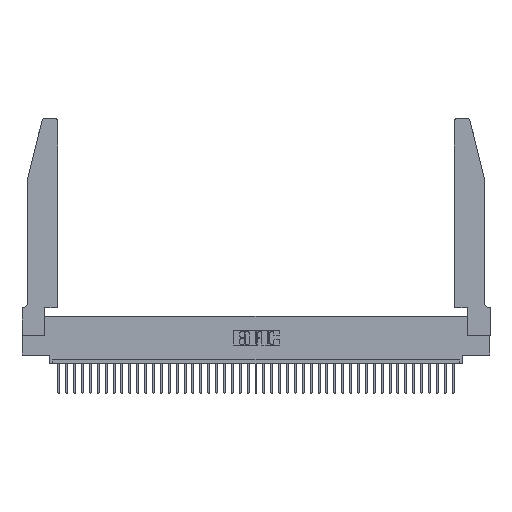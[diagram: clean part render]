
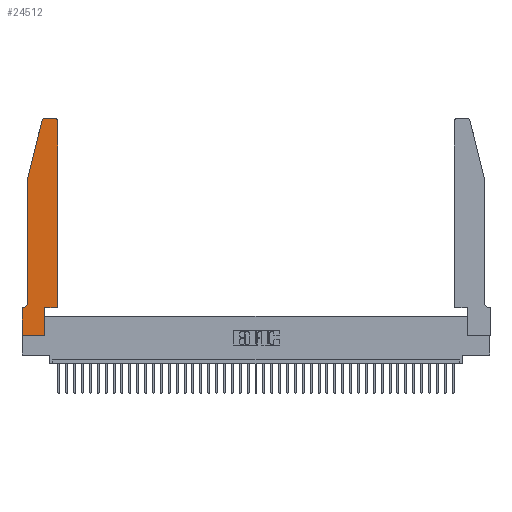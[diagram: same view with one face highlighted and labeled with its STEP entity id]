
A CAD part, top view. The second image highlights one B-rep face of the part: STEP entity #24512.
In plain terms, the highlighted planar face has unit normal (0, 0, 1).
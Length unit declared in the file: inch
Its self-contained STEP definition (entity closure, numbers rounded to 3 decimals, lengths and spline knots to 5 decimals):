
#383 = ORIENTED_EDGE ( 'NONE', *, *, #18386, .T. ) ;
#668 = LINE ( 'NONE', #22582, #25669 ) ;
#947 = ORIENTED_EDGE ( 'NONE', *, *, #7143, .T. ) ;
#2076 = AXIS2_PLACEMENT_3D ( 'NONE', #2333, #11575, #21283 ) ;
#2213 = VERTEX_POINT ( 'NONE', #40209 ) ;
#2333 = CARTESIAN_POINT ( 'NONE',  ( 0., 0.35, 0.37 ) ) ;
#2439 = CARTESIAN_POINT ( 'NONE',  ( 0.4505, 2.72, 0.37 ) ) ;
#3277 = ORIENTED_EDGE ( 'NONE', *, *, #33864, .T. ) ;
#4723 = ORIENTED_EDGE ( 'NONE', *, *, #40466, .T. ) ;
#5183 = LINE ( 'NONE', #39850, #22958 ) ;
#5457 = CIRCLE ( 'NONE', #30056, 0.07 ) ;
#5546 = VERTEX_POINT ( 'NONE', #40545 ) ;
#5904 = VECTOR ( 'NONE', #6071, 39.37008 ) ;
#6071 = DIRECTION ( 'NONE',  ( 1., 0., 0. ) ) ;
#6334 = DIRECTION ( 'NONE',  ( 1., 0., 0. ) ) ;
#6531 = ORIENTED_EDGE ( 'NONE', *, *, #28645, .T. ) ;
#6772 = DIRECTION ( 'NONE',  ( -1., 0., 0. ) ) ;
#6794 = VERTEX_POINT ( 'NONE', #2439 ) ;
#7143 = EDGE_CURVE ( 'NONE', #2213, #25438, #668, .T. ) ;
#7222 = EDGE_LOOP ( 'NONE', ( #23061, #29297, #6531, #19753, #39464, #383, #24654, #39656, #3277, #947, #4723, #14065 ) ) ;
#8252 = CARTESIAN_POINT ( 'NONE',  ( 0.2865, 0.35, 0.37 ) ) ;
#8333 = LINE ( 'NONE', #9681, #31251 ) ;
#8911 = CARTESIAN_POINT ( 'NONE',  ( 0., 0., 0.37 ) ) ;
#8930 = CARTESIAN_POINT ( 'NONE',  ( 0.2605, 2.75, 0.37 ) ) ;
#9397 = CARTESIAN_POINT ( 'NONE',  ( 0.4505, 0.35, 0.37 ) ) ;
#9539 = CARTESIAN_POINT ( 'NONE',  ( 0.0755, 2., 0.37 ) ) ;
#9594 = VERTEX_POINT ( 'NONE', #30853 ) ;
#9681 = CARTESIAN_POINT ( 'NONE',  ( 0.0755, 2., 0.37 ) ) ;
#9912 = VERTEX_POINT ( 'NONE', #17478 ) ;
#10050 = CARTESIAN_POINT ( 'NONE',  ( 0.0055, 0.42, 0.37 ) ) ;
#10730 = CARTESIAN_POINT ( 'NONE',  ( 0.0055, 0.35, 0.37 ) ) ;
#10744 = VECTOR ( 'NONE', #21820, 39.37008 ) ;
#11575 = DIRECTION ( 'NONE',  ( 0., 0., 1. ) ) ;
#11703 = AXIS2_PLACEMENT_3D ( 'NONE', #24662, #26185, #13388 ) ;
#13023 = LINE ( 'NONE', #9397, #14010 ) ;
#13185 = EDGE_CURVE ( 'NONE', #6794, #9912, #19337, .T. ) ;
#13388 = DIRECTION ( 'NONE',  ( 1., 0., 0. ) ) ;
#13960 = DIRECTION ( 'NONE',  ( 0., -1., 0. ) ) ;
#14010 = VECTOR ( 'NONE', #41774, 39.37008 ) ;
#14065 = ORIENTED_EDGE ( 'NONE', *, *, #13185, .T. ) ;
#14555 = EDGE_CURVE ( 'NONE', #31249, #9594, #40972, .T. ) ;
#14695 = VERTEX_POINT ( 'NONE', #10730 ) ;
#14867 = CARTESIAN_POINT ( 'NONE',  ( 0., 0., 0.37 ) ) ;
#14980 = VERTEX_POINT ( 'NONE', #14867 ) ;
#16298 = CARTESIAN_POINT ( 'NONE',  ( 0.0755, 0.42, 0.37 ) ) ;
#16448 = DIRECTION ( 'NONE',  ( 0., 0., -1. ) ) ;
#16731 = DIRECTION ( 'NONE',  ( 0., -1., 0. ) ) ;
#17478 = CARTESIAN_POINT ( 'NONE',  ( 0.4205, 2.75, 0.37 ) ) ;
#18150 = LINE ( 'NONE', #8911, #5904 ) ;
#18386 = EDGE_CURVE ( 'NONE', #14695, #38958, #25463, .T. ) ;
#19337 = CIRCLE ( 'NONE', #11703, 0.03 ) ;
#19753 = ORIENTED_EDGE ( 'NONE', *, *, #23142, .T. ) ;
#19812 = EDGE_CURVE ( 'NONE', #27510, #14695, #5457, .T. ) ;
#20306 = LINE ( 'NONE', #9539, #38666 ) ;
#20600 = CARTESIAN_POINT ( 'NONE',  ( 0.284, 2.75, 0.37 ) ) ;
#20884 = DIRECTION ( 'NONE',  ( -1., 0., 0. ) ) ;
#21283 = DIRECTION ( 'NONE',  ( 1., 0., 0. ) ) ;
#21820 = DIRECTION ( 'NONE',  ( 0., 1., 0. ) ) ;
#22180 = DIRECTION ( 'NONE',  ( -1., 0., 0. ) ) ;
#22582 = CARTESIAN_POINT ( 'NONE',  ( 0.4505, 0.35, 0.37 ) ) ;
#22958 = VECTOR ( 'NONE', #13960, 39.37008 ) ;
#23061 = ORIENTED_EDGE ( 'NONE', *, *, #32040, .T. ) ;
#23142 = EDGE_CURVE ( 'NONE', #5546, #27510, #20306, .T. ) ;
#23144 = DIRECTION ( 'NONE',  ( -0.239, -0.971, 0. ) ) ;
#24512 = ADVANCED_FACE ( 'NONE', ( #38989 ), #40985, .T. ) ;
#24654 = ORIENTED_EDGE ( 'NONE', *, *, #33654, .T. ) ;
#24662 = CARTESIAN_POINT ( 'NONE',  ( 0.4205, 2.72, 0.37 ) ) ;
#25438 = VERTEX_POINT ( 'NONE', #31116 ) ;
#25463 = LINE ( 'NONE', #30678, #36576 ) ;
#25669 = VECTOR ( 'NONE', #6334, 39.37008 ) ;
#26185 = DIRECTION ( 'NONE',  ( 0., 0., 1. ) ) ;
#26729 = CARTESIAN_POINT ( 'NONE',  ( 0., 0.35, 0.37 ) ) ;
#27510 = VERTEX_POINT ( 'NONE', #16298 ) ;
#28645 = EDGE_CURVE ( 'NONE', #9594, #5546, #8333, .T. ) ;
#29089 = LINE ( 'NONE', #8252, #10744 ) ;
#29297 = ORIENTED_EDGE ( 'NONE', *, *, #14555, .T. ) ;
#29358 = LINE ( 'NONE', #8930, #38563 ) ;
#30056 = AXIS2_PLACEMENT_3D ( 'NONE', #10050, #16448, #6772 ) ;
#30678 = CARTESIAN_POINT ( 'NONE',  ( 0.0755, 0.35, 0.37 ) ) ;
#30853 = CARTESIAN_POINT ( 'NONE',  ( 0.25487, 2.72718, 0.37 ) ) ;
#31116 = CARTESIAN_POINT ( 'NONE',  ( 0.4505, 0.35, 0.37 ) ) ;
#31249 = VERTEX_POINT ( 'NONE', #20600 ) ;
#31251 = VECTOR ( 'NONE', #23144, 39.37008 ) ;
#31910 = AXIS2_PLACEMENT_3D ( 'NONE', #37867, #32175, #37967 ) ;
#32040 = EDGE_CURVE ( 'NONE', #9912, #31249, #29358, .T. ) ;
#32175 = DIRECTION ( 'NONE',  ( 0., 0., 1. ) ) ;
#33471 = CARTESIAN_POINT ( 'NONE',  ( 0.2865, 0., 0.37 ) ) ;
#33654 = EDGE_CURVE ( 'NONE', #38958, #14980, #5183, .T. ) ;
#33864 = EDGE_CURVE ( 'NONE', #37905, #2213, #29089, .T. ) ;
#36576 = VECTOR ( 'NONE', #20884, 39.37008 ) ;
#37867 = CARTESIAN_POINT ( 'NONE',  ( 0.284, 2.72, 0.37 ) ) ;
#37905 = VERTEX_POINT ( 'NONE', #33471 ) ;
#37967 = DIRECTION ( 'NONE',  ( 1., 0., 0. ) ) ;
#38563 = VECTOR ( 'NONE', #22180, 39.37008 ) ;
#38666 = VECTOR ( 'NONE', #16731, 39.37008 ) ;
#38958 = VERTEX_POINT ( 'NONE', #26729 ) ;
#38989 = FACE_OUTER_BOUND ( 'NONE', #7222, .T. ) ;
#39464 = ORIENTED_EDGE ( 'NONE', *, *, #19812, .T. ) ;
#39656 = ORIENTED_EDGE ( 'NONE', *, *, #40928, .T. ) ;
#39850 = CARTESIAN_POINT ( 'NONE',  ( 0., 0., 0.37 ) ) ;
#40209 = CARTESIAN_POINT ( 'NONE',  ( 0.2865, 0.35, 0.37 ) ) ;
#40466 = EDGE_CURVE ( 'NONE', #25438, #6794, #13023, .T. ) ;
#40545 = CARTESIAN_POINT ( 'NONE',  ( 0.0755, 2., 0.37 ) ) ;
#40928 = EDGE_CURVE ( 'NONE', #14980, #37905, #18150, .T. ) ;
#40972 = CIRCLE ( 'NONE', #31910, 0.03 ) ;
#40985 = PLANE ( 'NONE',  #2076 ) ;
#41774 = DIRECTION ( 'NONE',  ( 0., 1., 0. ) ) ;
